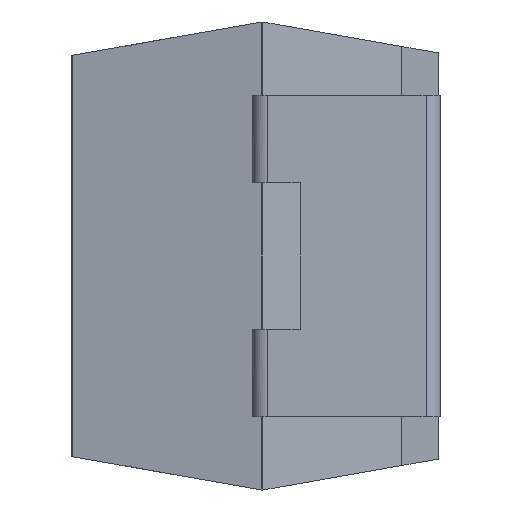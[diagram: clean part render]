
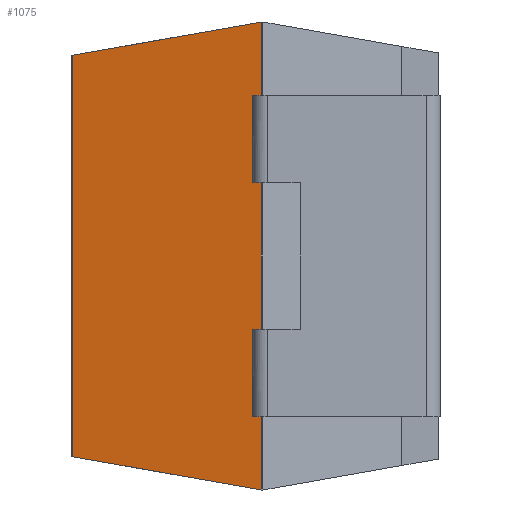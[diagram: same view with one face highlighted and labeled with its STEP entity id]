
A CAD part, left-side view. The second image highlights one B-rep face of the part: STEP entity #1075.
In plain terms, the highlighted planar face has unit normal (-0.985, 0.174, 0).
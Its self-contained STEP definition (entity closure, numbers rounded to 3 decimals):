
#8 = CARTESIAN_POINT ( 'NONE',  ( -2.85, 0.005, -1.6 ) ) ;
#11 = EDGE_CURVE ( 'NONE', #2494, #1745, #1864, .T. ) ;
#14 = DIRECTION ( 'NONE',  ( -0.171, -0.97, -0.171 ) ) ;
#61 = LINE ( 'NONE', #1128, #536 ) ;
#146 = DIRECTION ( 'NONE',  ( -0.171, -0.97, 0.171 ) ) ;
#230 = CARTESIAN_POINT ( 'NONE',  ( -2.85, 0.005, -1.6 ) ) ;
#405 = CARTESIAN_POINT ( 'NONE',  ( -2.85, 0.005, -1.6 ) ) ;
#536 = VECTOR ( 'NONE', #1108, 1000. ) ;
#615 = VECTOR ( 'NONE', #14, 1000. ) ;
#752 = VECTOR ( 'NONE', #2488, 1000. ) ;
#768 = DIRECTION ( 'NONE',  ( -0.985, 0.174, 0. ) ) ;
#777 = CARTESIAN_POINT ( 'NONE',  ( -2.623, 1.295, -1.373 ) ) ;
#836 = CARTESIAN_POINT ( 'NONE',  ( -2.623, 1.295, 1.373 ) ) ;
#879 = ORIENTED_EDGE ( 'NONE', *, *, #11, .F. ) ;
#955 = ORIENTED_EDGE ( 'NONE', *, *, #2495, .T. ) ;
#958 = CARTESIAN_POINT ( 'NONE',  ( -2.85, 0.005, -1.6 ) ) ;
#1075 = ADVANCED_FACE ( 'NONE', ( #1588 ), #2620, .T. ) ;
#1108 = DIRECTION ( 'NONE',  ( 0., 0., 1. ) ) ;
#1128 = CARTESIAN_POINT ( 'NONE',  ( -2.623, 1.295, -1.6 ) ) ;
#1158 = LINE ( 'NONE', #405, #615 ) ;
#1183 = ORIENTED_EDGE ( 'NONE', *, *, #1301, .T. ) ;
#1281 = VERTEX_POINT ( 'NONE', #8 ) ;
#1301 = EDGE_CURVE ( 'NONE', #2064, #1281, #1158, .T. ) ;
#1379 = LINE ( 'NONE', #230, #752 ) ;
#1392 = DIRECTION ( 'NONE',  ( -0.174, -0.985, 0. ) ) ;
#1461 = EDGE_LOOP ( 'NONE', ( #955, #879, #2598, #1183 ) ) ;
#1588 = FACE_OUTER_BOUND ( 'NONE', #1461, .T. ) ;
#1725 = CARTESIAN_POINT ( 'NONE',  ( -2.85, 0.005, 1.6 ) ) ;
#1745 = VERTEX_POINT ( 'NONE', #1725 ) ;
#1786 = VECTOR ( 'NONE', #146, 1000. ) ;
#1864 = LINE ( 'NONE', #2015, #1786 ) ;
#1901 = AXIS2_PLACEMENT_3D ( 'NONE', #958, #768, #1392 ) ;
#2015 = CARTESIAN_POINT ( 'NONE',  ( -2.85, 0.005, 1.6 ) ) ;
#2064 = VERTEX_POINT ( 'NONE', #777 ) ;
#2328 = EDGE_CURVE ( 'NONE', #2064, #2494, #61, .T. ) ;
#2488 = DIRECTION ( 'NONE',  ( 0., 0., 1. ) ) ;
#2494 = VERTEX_POINT ( 'NONE', #836 ) ;
#2495 = EDGE_CURVE ( 'NONE', #1281, #1745, #1379, .T. ) ;
#2598 = ORIENTED_EDGE ( 'NONE', *, *, #2328, .F. ) ;
#2620 = PLANE ( 'NONE',  #1901 ) ;
